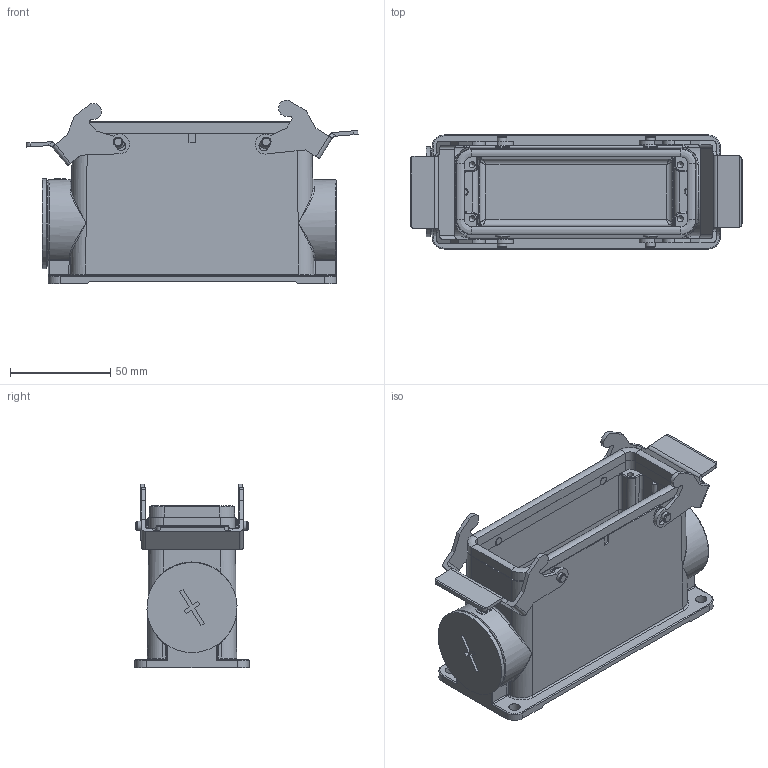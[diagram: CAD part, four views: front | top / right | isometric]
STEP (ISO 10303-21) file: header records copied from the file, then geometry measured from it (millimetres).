
FILE_DESCRIPTION((''),'2;1');
FILE_NAME('04300240285.stp','2020-07-07T15:52:22',('e.eickhoff'),(''),'Autodesk Inventor 2012','Autodesk Inventor 2012','');
FILE_SCHEMA(('AUTOMOTIVE_DESIGN { 1 0 10303 214 1 1 1 1 }'));
Length unit declared in the file: millimetre
Products named in the file (4): 04300240285; Metallbügel Quer; KBRM40
Assembly tree (4 placements, depth 2):
  04300240285
    04300240285
    Metallbügel Quer  x2
    KBRM40
Bounding box: 165.82 x 57 x 91.53 mm (x, y, z)
Volume: 160584.8 mm3; surface area: 82708.2 mm2
Topology: 4 solids, 4 shells, 530 faces, 1371 edges, 863 vertices
Faces by surface type: plane 245, cylinder 184, bspline 48, torus 31, cone 18, sphere 4
Full cylindrical faces by diameter (mm): 0.66 x1, 0.78 x1, 3 x4, 4 x4, 4.8 x4, 5.6 x4, 7 x4, 33 x2, 40 x2, 40.5 x1, 43 x1, 45 x1
Entity records: 17031 total; most frequent: CARTESIAN_POINT 5443, DIRECTION 2429, ORIENTED_EDGE 2272, EDGE_CURVE 1136, AXIS2_PLACEMENT_3D 924, VERTEX_POINT 745, VECTOR 581, LINE 581
